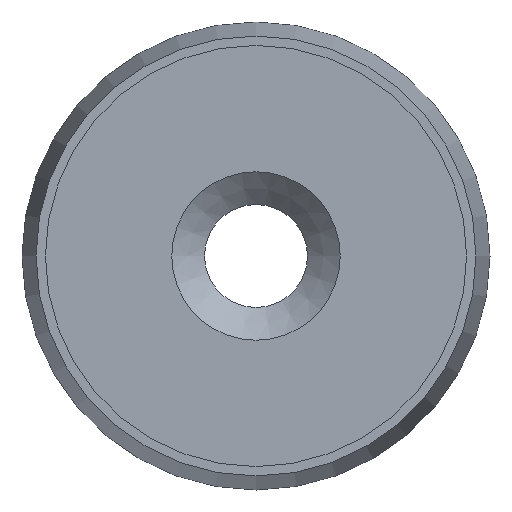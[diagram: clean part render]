
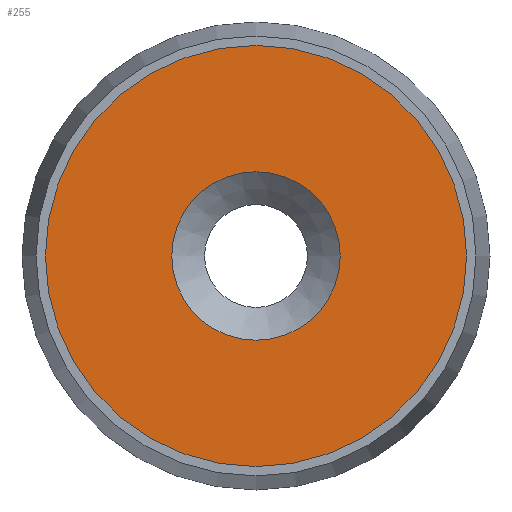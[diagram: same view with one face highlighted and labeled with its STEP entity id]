
A CAD part, left-side view. The second image highlights one B-rep face of the part: STEP entity #255.
In plain terms, the highlighted planar face has unit normal (-1, 0, 0).
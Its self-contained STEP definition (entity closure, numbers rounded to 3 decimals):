
#45=FACE_BOUND('',#64,.T.);
#49=FACE_OUTER_BOUND('',#63,.T.);
#63=EDGE_LOOP('',(#175,#176));
#64=EDGE_LOOP('',(#177,#178));
#81=CIRCLE('',#290,45.);
#82=CIRCLE('',#291,45.);
#83=CIRCLE('',#292,18.);
#84=CIRCLE('',#293,18.);
#109=VERTEX_POINT('',#429);
#110=VERTEX_POINT('',#430);
#111=VERTEX_POINT('',#433);
#112=VERTEX_POINT('',#434);
#137=EDGE_CURVE('',#109,#110,#81,.T.);
#138=EDGE_CURVE('',#110,#109,#82,.T.);
#139=EDGE_CURVE('',#111,#112,#83,.T.);
#140=EDGE_CURVE('',#112,#111,#84,.T.);
#175=ORIENTED_EDGE('',*,*,#137,.F.);
#176=ORIENTED_EDGE('',*,*,#138,.F.);
#177=ORIENTED_EDGE('',*,*,#139,.T.);
#178=ORIENTED_EDGE('',*,*,#140,.T.);
#251=PLANE('',#289);
#255=ADVANCED_FACE('',(#49,#45),#251,.T.);
#289=AXIS2_PLACEMENT_3D('',#428,#333,#334);
#290=AXIS2_PLACEMENT_3D('',#431,#335,#336);
#291=AXIS2_PLACEMENT_3D('',#432,#337,#338);
#292=AXIS2_PLACEMENT_3D('',#435,#339,#340);
#293=AXIS2_PLACEMENT_3D('',#436,#341,#342);
#333=DIRECTION('center_axis',(-1.,0.,0.));
#334=DIRECTION('ref_axis',(0.,0.,1.));
#335=DIRECTION('center_axis',(1.,0.,0.));
#336=DIRECTION('ref_axis',(0.,0.,-1.));
#337=DIRECTION('center_axis',(1.,0.,0.));
#338=DIRECTION('ref_axis',(0.,0.,-1.));
#339=DIRECTION('center_axis',(1.,0.,0.));
#340=DIRECTION('ref_axis',(0.,0.,-1.));
#341=DIRECTION('center_axis',(1.,0.,0.));
#342=DIRECTION('ref_axis',(0.,0.,-1.));
#428=CARTESIAN_POINT('Origin',(20.,45.,0.));
#429=CARTESIAN_POINT('',(20.,45.,0.));
#430=CARTESIAN_POINT('',(20.,-45.,0.));
#431=CARTESIAN_POINT('Origin',(20.,0.,0.));
#432=CARTESIAN_POINT('Origin',(20.,0.,0.));
#433=CARTESIAN_POINT('',(20.,18.,0.));
#434=CARTESIAN_POINT('',(20.,-18.,0.));
#435=CARTESIAN_POINT('Origin',(20.,0.,0.));
#436=CARTESIAN_POINT('Origin',(20.,0.,0.));
